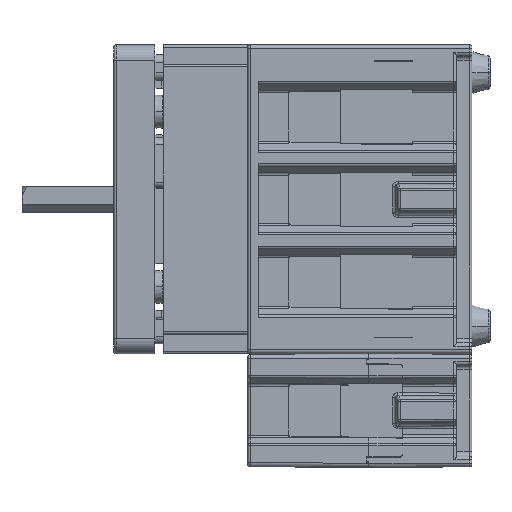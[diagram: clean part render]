
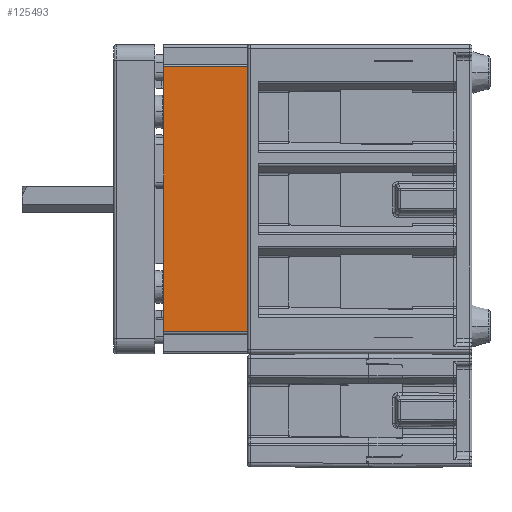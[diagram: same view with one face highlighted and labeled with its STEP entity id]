
A CAD part, left-side view. The second image highlights one B-rep face of the part: STEP entity #125493.
In plain terms, the highlighted planar face has unit normal (-1, 0, 0).
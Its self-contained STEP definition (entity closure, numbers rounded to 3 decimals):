
#956=DIRECTION('',(0.,0.,-1.));
#957=VECTOR('',#956,51.4);
#958=CARTESIAN_POINT('',(-20.,43.5,25.7));
#959=LINE('',#958,#957);
#991=DIRECTION('',(0.,-1.,0.));
#992=VECTOR('',#991,16.3);
#993=CARTESIAN_POINT('',(-20.,59.8,-25.7));
#994=LINE('',#993,#992);
#37773=DIRECTION('',(0.,0.,-1.));
#37774=VECTOR('',#37773,1.43);
#37775=CARTESIAN_POINT('',(-20.,59.8,11.68));
#37776=LINE('',#37775,#37774);
#37777=DIRECTION('',(0.,0.,1.));
#37778=VECTOR('',#37777,14.02);
#37779=CARTESIAN_POINT('',(-20.,59.8,11.68));
#37780=LINE('',#37779,#37778);
#37781=DIRECTION('',(0.,0.,1.));
#37782=VECTOR('',#37781,28.02);
#37783=CARTESIAN_POINT('',(-20.,59.8,-25.7));
#37784=LINE('',#37783,#37782);
#37785=DIRECTION('',(0.,0.,-1.));
#37786=VECTOR('',#37785,1.43);
#37787=CARTESIAN_POINT('',(-20.,59.8,3.75));
#37788=LINE('',#37787,#37786);
#37789=DIRECTION('',(0.,0.,1.));
#37790=VECTOR('',#37789,6.5);
#37791=CARTESIAN_POINT('',(-20.,59.8,3.75));
#37792=LINE('',#37791,#37790);
#37793=DIRECTION('',(0.,1.,0.));
#37794=VECTOR('',#37793,16.3);
#37795=CARTESIAN_POINT('',(-20.,43.5,25.7));
#37796=LINE('',#37795,#37794);
#68992=CARTESIAN_POINT('',(-20.,59.8,25.7));
#68993=VERTEX_POINT('',#68992);
#68994=CARTESIAN_POINT('',(-20.,59.8,-25.7));
#68996=VERTEX_POINT('',#68994);
#69325=CARTESIAN_POINT('',(-20.,43.5,-25.7));
#69327=VERTEX_POINT('',#69325);
#69329=CARTESIAN_POINT('',(-20.,43.5,25.7));
#69330=VERTEX_POINT('',#69329);
#71867=CARTESIAN_POINT('',(-20.,59.8,10.25));
#71868=VERTEX_POINT('',#71867);
#71869=CARTESIAN_POINT('',(-20.,59.8,3.75));
#71871=VERTEX_POINT('',#71869);
#71967=CARTESIAN_POINT('',(-20.,59.8,11.68));
#71968=VERTEX_POINT('',#71967);
#71969=CARTESIAN_POINT('',(-20.,59.8,2.32));
#71971=VERTEX_POINT('',#71969);
#125476=CARTESIAN_POINT('',(-20.,59.8,30.));
#125477=DIRECTION('',(-1.,0.,0.));
#125478=DIRECTION('',(0.,0.,-1.));
#125479=AXIS2_PLACEMENT_3D('',#125476,#125477,#125478);
#125480=PLANE('',#125479);
#125481=ORIENTED_EDGE('',*,*,#125446,.F.);
#125482=ORIENTED_EDGE('',*,*,#121876,.T.);
#125484=ORIENTED_EDGE('',*,*,#125483,.F.);
#125485=ORIENTED_EDGE('',*,*,#76814,.T.);
#125486=ORIENTED_EDGE('',*,*,#76867,.F.);
#125487=ORIENTED_EDGE('',*,*,#121920,.T.);
#125488=ORIENTED_EDGE('',*,*,#125462,.F.);
#125490=ORIENTED_EDGE('',*,*,#125489,.T.);
#125491=EDGE_LOOP('',(#125481,#125482,#125484,#125485,#125486,#125487,#125488,
#125490));
#125492=FACE_OUTER_BOUND('',#125491,.F.);
#76814=EDGE_CURVE('',#69330,#69327,#959,.T.);
#76867=EDGE_CURVE('',#68996,#69327,#994,.T.);
#121876=EDGE_CURVE('',#71968,#68993,#37780,.T.);
#121920=EDGE_CURVE('',#68996,#71971,#37784,.T.);
#125446=EDGE_CURVE('',#71968,#71868,#37776,.T.);
#125462=EDGE_CURVE('',#71871,#71971,#37788,.T.);
#125483=EDGE_CURVE('',#69330,#68993,#37796,.T.);
#125489=EDGE_CURVE('',#71871,#71868,#37792,.T.);
#125493=ADVANCED_FACE('',(#125492),#125480,.T.);
